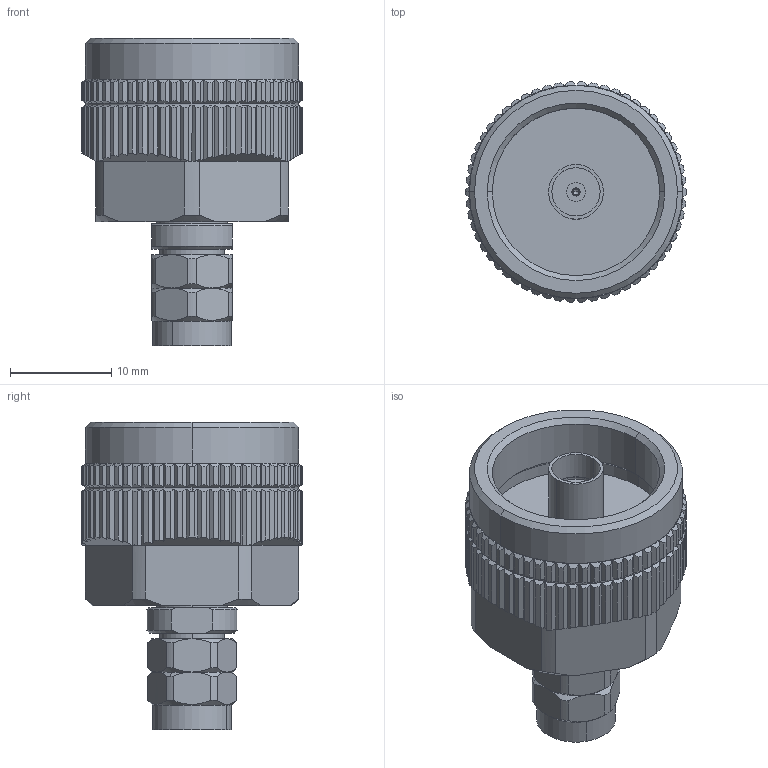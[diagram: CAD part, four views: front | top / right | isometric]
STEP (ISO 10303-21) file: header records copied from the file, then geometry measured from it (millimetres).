
FILE_DESCRIPTION (( 'STEP AP214' ), '1' );
FILE_NAME ('CT-VFNVM-LN1.STEP', '2025-01-28T19:20:46', ( '' ), ( '' ), 'SwSTEP 2.0', 'SolidWorks 2021', '' );
FILE_SCHEMA (( 'AUTOMOTIVE_DESIGN' ));
Length unit declared in the file: inch
Products named in the file (1): CT-VFNVM-LN1
Bounding box: 21.8 x 21.79 x 30.4 mm (x, y, z)
Volume: 5315.3 mm3; surface area: 3367.7 mm2
Topology: 3 solids, 3 shells, 636 faces, 1746 edges, 1134 vertices
Faces by surface type: plane 316, cylinder 196, cone 122, torus 2
Entity records: 29230 total; most frequent: CARTESIAN_POINT 5359, ORIENTED_EDGE 3484, DIRECTION 3009, EDGE_CURVE 1742, VERTEX_POINT 1134, AXIS2_PLACEMENT_3D 1111, LINE 787, VECTOR 787
